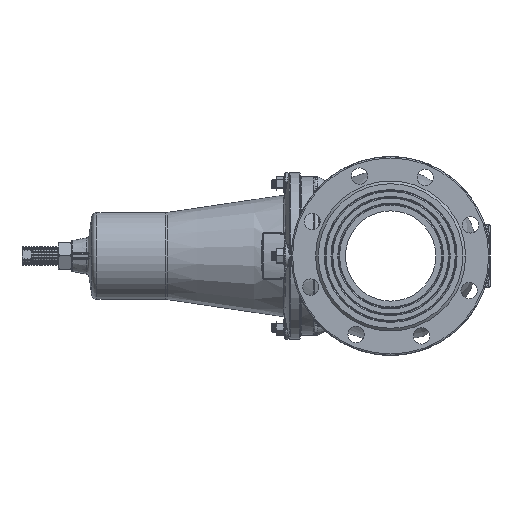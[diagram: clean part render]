
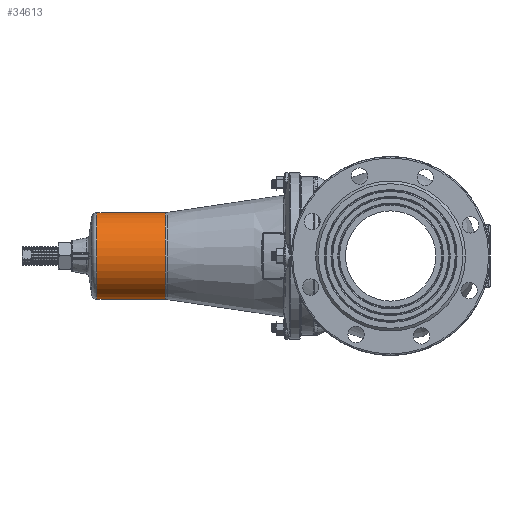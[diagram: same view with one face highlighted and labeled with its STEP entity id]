
A CAD part, left-side view. The second image highlights one B-rep face of the part: STEP entity #34613.
In plain terms, the highlighted cylindrical face has radius 48 mm (diameter 96 mm), a partial arc.
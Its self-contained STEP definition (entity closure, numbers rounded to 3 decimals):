
#2310 = CARTESIAN_POINT ( 'NONE',  ( 0., 11.397, -48. ) ) ;
#2402 = DIRECTION ( 'NONE',  ( 0., 0., -1. ) ) ;
#2842 = EDGE_CURVE ( 'NONE', #11642, #25676, #5148, .T. ) ;
#3468 = DIRECTION ( 'NONE',  ( 0., 1., 0. ) ) ;
#3686 = AXIS2_PLACEMENT_3D ( 'NONE', #27838, #24300, #2402 ) ;
#3936 = ORIENTED_EDGE ( 'NONE', *, *, #2842, .T. ) ;
#5148 = CIRCLE ( 'NONE', #3686, 48. ) ;
#6914 = AXIS2_PLACEMENT_3D ( 'NONE', #40139, #3468, #36012 ) ;
#7254 = CARTESIAN_POINT ( 'NONE',  ( 0., 249.48, 48. ) ) ;
#7400 = ORIENTED_EDGE ( 'NONE', *, *, #22330, .T. ) ;
#8005 = CIRCLE ( 'NONE', #6914, 48. ) ;
#8247 = DIRECTION ( 'NONE',  ( 0., 0., -1. ) ) ;
#10291 = CARTESIAN_POINT ( 'NONE',  ( 0., 325., 48. ) ) ;
#10567 = FACE_OUTER_BOUND ( 'NONE', #14665, .T. ) ;
#11642 = VERTEX_POINT ( 'NONE', #10291 ) ;
#13282 = EDGE_CURVE ( 'NONE', #11642, #40131, #19864, .T. ) ;
#13831 = ORIENTED_EDGE ( 'NONE', *, *, #20338, .T. ) ;
#14301 = CARTESIAN_POINT ( 'NONE',  ( 0., 249.48, -48. ) ) ;
#14665 = EDGE_LOOP ( 'NONE', ( #30269, #3936, #13831, #7400 ) ) ;
#16306 = CYLINDRICAL_SURFACE ( 'NONE', #36611, 48. ) ;
#19155 = VERTEX_POINT ( 'NONE', #14301 ) ;
#19300 = DIRECTION ( 'NONE',  ( 0., -1., 0. ) ) ;
#19864 = LINE ( 'NONE', #26949, #32983 ) ;
#20338 = EDGE_CURVE ( 'NONE', #25676, #19155, #31774, .T. ) ;
#22091 = VECTOR ( 'NONE', #41718, 1000. ) ;
#22330 = EDGE_CURVE ( 'NONE', #19155, #40131, #8005, .T. ) ;
#24300 = DIRECTION ( 'NONE',  ( 0., -1., 0. ) ) ;
#25676 = VERTEX_POINT ( 'NONE', #39144 ) ;
#26949 = CARTESIAN_POINT ( 'NONE',  ( 0., 11.397, 48. ) ) ;
#27838 = CARTESIAN_POINT ( 'NONE',  ( 0., 325., 0. ) ) ;
#30269 = ORIENTED_EDGE ( 'NONE', *, *, #13282, .F. ) ;
#30413 = CARTESIAN_POINT ( 'NONE',  ( 0., 11.397, 0. ) ) ;
#31774 = LINE ( 'NONE', #2310, #22091 ) ;
#32983 = VECTOR ( 'NONE', #19300, 1000. ) ;
#34613 = ADVANCED_FACE ( 'NONE', ( #10567 ), #16306, .T. ) ;
#36012 = DIRECTION ( 'NONE',  ( 0., 0., -1. ) ) ;
#36611 = AXIS2_PLACEMENT_3D ( 'NONE', #30413, #40586, #8247 ) ;
#39144 = CARTESIAN_POINT ( 'NONE',  ( 0., 325., -48. ) ) ;
#40131 = VERTEX_POINT ( 'NONE', #7254 ) ;
#40139 = CARTESIAN_POINT ( 'NONE',  ( 0., 249.48, 0. ) ) ;
#40586 = DIRECTION ( 'NONE',  ( 0., -1., 0. ) ) ;
#41718 = DIRECTION ( 'NONE',  ( 0., -1., 0. ) ) ;
